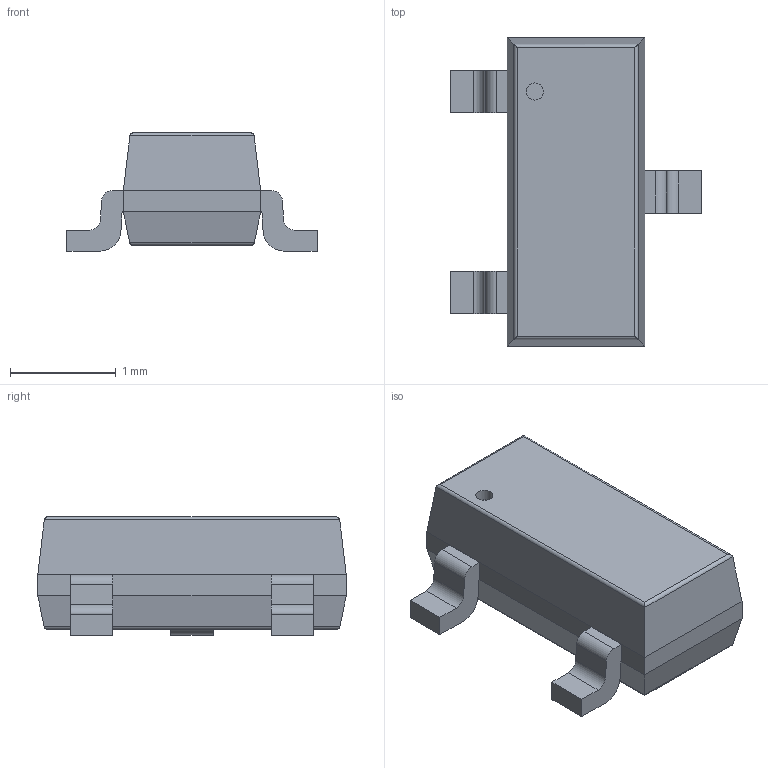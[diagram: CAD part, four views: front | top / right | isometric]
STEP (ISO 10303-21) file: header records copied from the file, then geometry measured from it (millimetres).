
FILE_DESCRIPTION(/* description */ (''),/* implementation_level */ '2;1');
FILE_NAME(/* name */ 'SOT95P237X112-3N_v2.step',/* time_stamp */ '2025-04-08T13:46:25-04:00',/* author */ (''),/* organization */ (''),/* preprocessor_version */ 'ST-DEVELOPER v20.1',/* originating_system */ 'Autodesk Translation Framework v14.4.0.0',/* authorisation */ '');
FILE_SCHEMA (('AUTOMOTIVE_DESIGN { 1 0 10303 214 3 1 1 }'));
Length unit declared in the file: millimetre
Products named in the file (5): SOT95P237X112-3N; ASSEMBLY; Body; PinsArrayL; FilletPinR
Assembly tree (4 placements, depth 3):
  SOT95P237X112-3N
    ASSEMBLY
      Body
      PinsArrayL
      FilletPinR
Bounding box: 2.37 x 2.92 x 1.12 mm (x, y, z)
Volume: 4 mm3; surface area: 18.7 mm2
Topology: 4 solids, 4 shells, 63 faces, 146 edges, 92 vertices
Faces by surface type: plane 45, cylinder 18
Full cylindrical faces by diameter (mm): 0.163 x1
Entity records: 1910 total; most frequent: DIRECTION 318, CARTESIAN_POINT 310, ORIENTED_EDGE 292, EDGE_CURVE 146, LINE 118, VECTOR 118, AXIS2_PLACEMENT_3D 100, VERTEX_POINT 92
